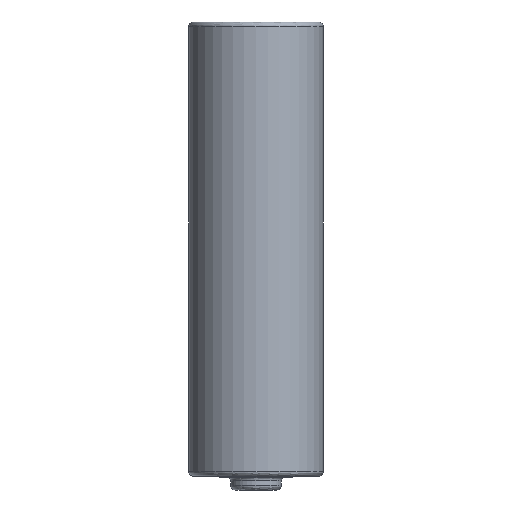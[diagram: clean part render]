
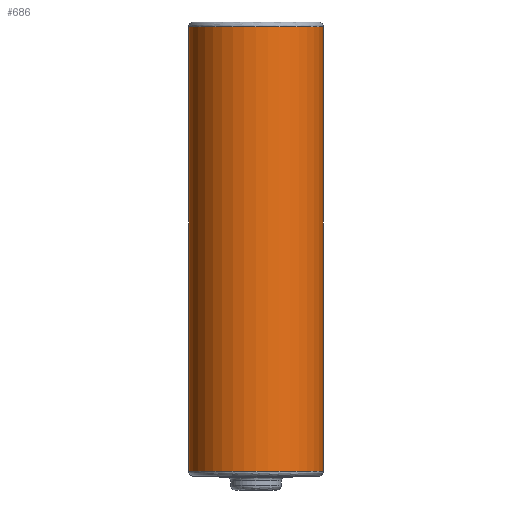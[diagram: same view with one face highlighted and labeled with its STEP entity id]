
A CAD part, front view. The second image highlights one B-rep face of the part: STEP entity #686.
In plain terms, the highlighted cylindrical face has radius 7.25 mm (diameter 14.5 mm), a partial arc.
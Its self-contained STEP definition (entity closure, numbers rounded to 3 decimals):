
#19 = CYLINDRICAL_SURFACE ( 'NONE', #449, 7.25 ) ;
#91 = CARTESIAN_POINT ( 'NONE',  ( -7.25, 0., 0. ) ) ;
#120 = DIRECTION ( 'NONE',  ( 0., 0., 1. ) ) ;
#121 = VECTOR ( 'NONE', #923, 1000. ) ;
#133 = VERTEX_POINT ( 'NONE', #1062 ) ;
#173 = CARTESIAN_POINT ( 'NONE',  ( 0., 0., 48.5 ) ) ;
#182 = CIRCLE ( 'NONE', #957, 7.25 ) ;
#191 = VERTEX_POINT ( 'NONE', #612 ) ;
#219 = CARTESIAN_POINT ( 'NONE',  ( 7.25, 0., 0. ) ) ;
#322 = EDGE_LOOP ( 'NONE', ( #1067, #369, #485, #500 ) ) ;
#356 = VERTEX_POINT ( 'NONE', #398 ) ;
#369 = ORIENTED_EDGE ( 'NONE', *, *, #1099, .T. ) ;
#398 = CARTESIAN_POINT ( 'NONE',  ( -7.25, 0., 48.5 ) ) ;
#426 = EDGE_CURVE ( 'NONE', #191, #356, #1110, .T. ) ;
#449 = AXIS2_PLACEMENT_3D ( 'NONE', #556, #120, #475 ) ;
#474 = VERTEX_POINT ( 'NONE', #813 ) ;
#475 = DIRECTION ( 'NONE',  ( 1., 0., 0. ) ) ;
#485 = ORIENTED_EDGE ( 'NONE', *, *, #903, .T. ) ;
#500 = ORIENTED_EDGE ( 'NONE', *, *, #426, .T. ) ;
#538 = DIRECTION ( 'NONE',  ( 0., 0., 1. ) ) ;
#556 = CARTESIAN_POINT ( 'NONE',  ( 0., 0., 0. ) ) ;
#612 = CARTESIAN_POINT ( 'NONE',  ( 7.25, 0., 48.5 ) ) ;
#640 = EDGE_CURVE ( 'NONE', #133, #356, #795, .T. ) ;
#646 = LINE ( 'NONE', #219, #121 ) ;
#686 = ADVANCED_FACE ( 'NONE', ( #895 ), #19, .T. ) ;
#696 = VECTOR ( 'NONE', #538, 1000. ) ;
#753 = AXIS2_PLACEMENT_3D ( 'NONE', #173, #1061, #985 ) ;
#795 = LINE ( 'NONE', #91, #696 ) ;
#813 = CARTESIAN_POINT ( 'NONE',  ( 7.25, 0., 0.5 ) ) ;
#895 = FACE_OUTER_BOUND ( 'NONE', #322, .T. ) ;
#903 = EDGE_CURVE ( 'NONE', #474, #191, #646, .T. ) ;
#923 = DIRECTION ( 'NONE',  ( 0., 0., 1. ) ) ;
#957 = AXIS2_PLACEMENT_3D ( 'NONE', #1145, #1065, #1086 ) ;
#985 = DIRECTION ( 'NONE',  ( 1., 0., 0. ) ) ;
#1061 = DIRECTION ( 'NONE',  ( 0., 0., -1. ) ) ;
#1062 = CARTESIAN_POINT ( 'NONE',  ( -7.25, 0., 0.5 ) ) ;
#1065 = DIRECTION ( 'NONE',  ( 0., 0., 1. ) ) ;
#1067 = ORIENTED_EDGE ( 'NONE', *, *, #640, .F. ) ;
#1086 = DIRECTION ( 'NONE',  ( 1., 0., 0. ) ) ;
#1099 = EDGE_CURVE ( 'NONE', #133, #474, #182, .T. ) ;
#1110 = CIRCLE ( 'NONE', #753, 7.25 ) ;
#1145 = CARTESIAN_POINT ( 'NONE',  ( 0., 0., 0.5 ) ) ;
